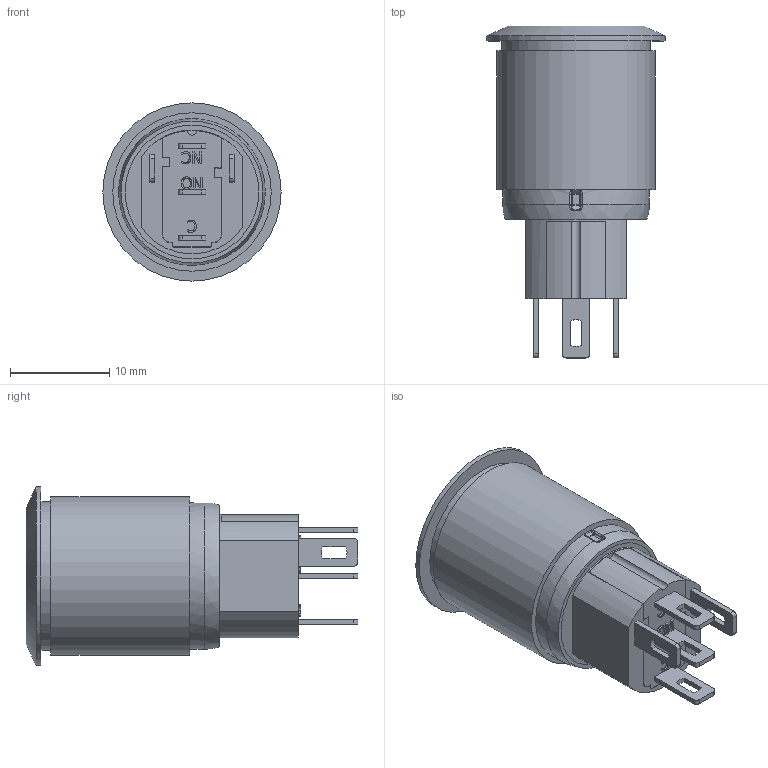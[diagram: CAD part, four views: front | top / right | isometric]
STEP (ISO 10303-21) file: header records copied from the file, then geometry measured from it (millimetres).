
FILE_DESCRIPTION((''),'2;1');
FILE_NAME('PVA3F2x0xx3xx.stp','2018-02-15T14:54:00',('mroman'),(''),'Autodesk Inventor 2012','Autodesk Inventor 2012','');
FILE_SCHEMA(('CONFIG_CONTROL_DESIGN'));
Length unit declared in the file: inch
Products named in the file (1): PVA3F2x0xx3xx
Bounding box: 18 x 33.5 x 18 mm (x, y, z)
Volume: 4723.9 mm3; surface area: 2932.2 mm2
Topology: 1 solids, 2 shells, 235 faces, 608 edges, 397 vertices
Faces by surface type: plane 120, bspline 55, cylinder 52, sphere 4, cone 2, torus 2
Full cylindrical faces by diameter (mm): 10.8 x1, 11.2 x1, 11.3 x1, 12.6 x1, 12.7 x1, 14.8 x1, 15 x1, 16 x1, 18 x1
Entity records: 7534 total; most frequent: CARTESIAN_POINT 2075, ORIENTED_EDGE 1184, DIRECTION 964, EDGE_CURVE 592, VERTEX_POINT 395, VECTOR 370, LINE 370, AXIS2_PLACEMENT_3D 297
